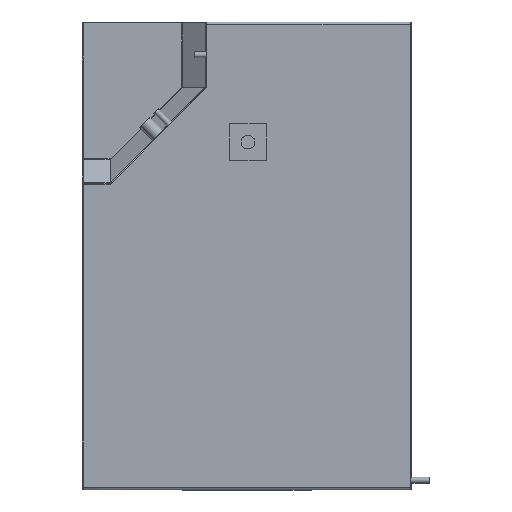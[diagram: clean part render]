
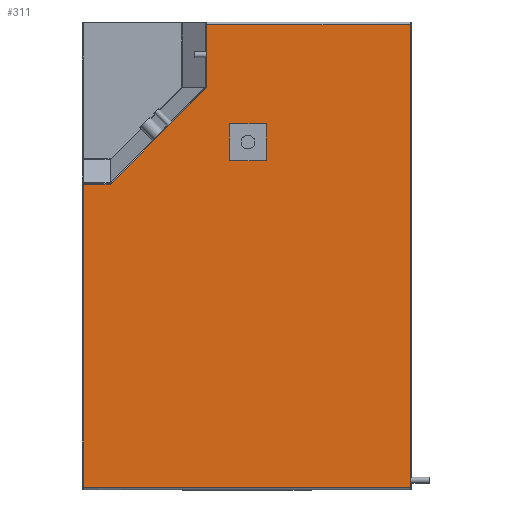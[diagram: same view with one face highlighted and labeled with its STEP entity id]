
A CAD part, top view. The second image highlights one B-rep face of the part: STEP entity #311.
In plain terms, the highlighted free-form (B-spline) face has degree [1, 1] with [2, 2] control points.
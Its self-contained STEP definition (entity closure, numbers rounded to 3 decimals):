
#92 = EDGE_CURVE('',#93,#93,#95,.T.);
#93 = VERTEX_POINT('',#94);
#94 = CARTESIAN_POINT('',(557.191,1529.482,
    2.452));
#95 = ( BOUNDED_CURVE() B_SPLINE_CURVE(2,(#96,#97,#98,#99,#100,#101,#102
),.UNSPECIFIED.,.T.,.F.) B_SPLINE_CURVE_WITH_KNOTS((1,2,2,2,2,1),(
    -2.094,0.,2.094,4.189,6.283,
8.378),.UNSPECIFIED.) CURVE() GEOMETRIC_REPRESENTATION_ITEM() 
RATIONAL_B_SPLINE_CURVE((1.,0.5,1.,0.5,1.,0.5,1.)) REPRESENTATION_ITEM(
  '') );
#96 = CARTESIAN_POINT('',(557.191,1529.482,
    2.452));
#97 = CARTESIAN_POINT('',(557.191,1568.765,
    2.452));
#98 = CARTESIAN_POINT('',(523.171,1549.124,
    2.452));
#99 = CARTESIAN_POINT('',(489.151,1529.482,
    2.452));
#100 = CARTESIAN_POINT('',(523.171,1509.841,
    2.452));
#101 = CARTESIAN_POINT('',(557.191,1490.2,
    2.452));
#102 = CARTESIAN_POINT('',(557.191,1529.482,
    2.452));
#130 = VERTEX_POINT('',#131);
#131 = CARTESIAN_POINT('',(397.383,1919.216,
    2.452));
#138 = VERTEX_POINT('',#139);
#139 = CARTESIAN_POINT('',(397.383,1709.969,
    2.452));
#144 = EDGE_CURVE('',#130,#138,#145,.T.);
#145 = B_SPLINE_CURVE_WITH_KNOTS('',1,(#146,#147),.UNSPECIFIED.,.F.,.F.,
  (2,2),(0.,170.683),.PIECEWISE_BEZIER_KNOTS.);
#146 = CARTESIAN_POINT('',(397.383,1919.216,
    2.452));
#147 = CARTESIAN_POINT('',(397.383,1709.969,
    2.452));
#159 = VERTEX_POINT('',#160);
#160 = CARTESIAN_POINT('',(77.534,1390.12,
    2.452));
#165 = EDGE_CURVE('',#138,#159,#166,.T.);
#166 = B_SPLINE_CURVE_WITH_KNOTS('',1,(#167,#168),.UNSPECIFIED.,.F.,.F.,
  (2,2),(0.,368.969),.PIECEWISE_BEZIER_KNOTS.);
#167 = CARTESIAN_POINT('',(397.383,1709.969,
    2.452));
#168 = CARTESIAN_POINT('',(77.534,1390.12,
    2.452));
#181 = VERTEX_POINT('',#182);
#182 = CARTESIAN_POINT('',(-11.753,1390.12,
    2.452));
#187 = EDGE_CURVE('',#159,#181,#188,.T.);
#188 = B_SPLINE_CURVE_WITH_KNOTS('',1,(#189,#190),.UNSPECIFIED.,.F.,.F.,
  (2,2),(0.,72.831),.PIECEWISE_BEZIER_KNOTS.);
#189 = CARTESIAN_POINT('',(77.534,1390.12,
    2.452));
#190 = CARTESIAN_POINT('',(-11.753,1390.12,
    2.452));
#202 = VERTEX_POINT('',#203);
#203 = CARTESIAN_POINT('',(-11.753,385.562,
    2.452));
#208 = EDGE_CURVE('',#181,#202,#209,.T.);
#209 = B_SPLINE_CURVE_WITH_KNOTS('',1,(#210,#211),.UNSPECIFIED.,.F.,.F.,
  (2,2),(0.,819.417),.PIECEWISE_BEZIER_KNOTS.);
#210 = CARTESIAN_POINT('',(-11.753,1390.12,
    2.452));
#211 = CARTESIAN_POINT('',(-11.753,385.562,
    2.452));
#256 = VERTEX_POINT('',#257);
#257 = CARTESIAN_POINT('',(1072.565,1919.216,
    2.452));
#262 = EDGE_CURVE('',#263,#256,#265,.T.);
#263 = VERTEX_POINT('',#264);
#264 = CARTESIAN_POINT('',(1072.565,385.562,
    2.452));
#265 = B_SPLINE_CURVE_WITH_KNOTS('',1,(#266,#267),.UNSPECIFIED.,.F.,.F.,
  (2,2),(0.,1251.),.PIECEWISE_BEZIER_KNOTS.);
#266 = CARTESIAN_POINT('',(1072.565,385.562,
    2.452));
#267 = CARTESIAN_POINT('',(1072.565,1919.216,
    2.452));
#311 = ADVANCED_FACE('',(#312,#329),#332,.T.);
#312 = FACE_BOUND('',#313,.T.);
#313 = EDGE_LOOP('',(#314,#319,#320,#321,#322,#323,#328));
#314 = ORIENTED_EDGE('',*,*,#315,.F.);
#315 = EDGE_CURVE('',#130,#256,#316,.T.);
#316 = B_SPLINE_CURVE_WITH_KNOTS('',1,(#317,#318),.UNSPECIFIED.,.F.,.F.,
  (2,2),(0.,550.745),.PIECEWISE_BEZIER_KNOTS.);
#317 = CARTESIAN_POINT('',(397.383,1919.216,
    2.452));
#318 = CARTESIAN_POINT('',(1072.565,1919.216,
    2.452));
#319 = ORIENTED_EDGE('',*,*,#144,.T.);
#320 = ORIENTED_EDGE('',*,*,#165,.T.);
#321 = ORIENTED_EDGE('',*,*,#187,.T.);
#322 = ORIENTED_EDGE('',*,*,#208,.T.);
#323 = ORIENTED_EDGE('',*,*,#324,.T.);
#324 = EDGE_CURVE('',#202,#263,#325,.T.);
#325 = B_SPLINE_CURVE_WITH_KNOTS('',1,(#326,#327),.UNSPECIFIED.,.F.,.F.,
  (2,2),(0.,884.477),.PIECEWISE_BEZIER_KNOTS.);
#326 = CARTESIAN_POINT('',(-11.753,385.562,
    2.452));
#327 = CARTESIAN_POINT('',(1072.565,385.562,
    2.452));
#328 = ORIENTED_EDGE('',*,*,#262,.T.);
#329 = FACE_BOUND('',#330,.T.);
#330 = EDGE_LOOP('',(#331));
#331 = ORIENTED_EDGE('',*,*,#92,.F.);
#332 = B_SPLINE_SURFACE_WITH_KNOTS('',1,1,(
    (#333,#334)
    ,(#335,#336
    )),.UNSPECIFIED.,.F.,.F.,.F.,(2,2),(2,2),(-9.587,874.89),(
    314.503,1565.503),.PIECEWISE_BEZIER_KNOTS.);
#333 = CARTESIAN_POINT('',(-11.753,385.562,
    2.452));
#334 = CARTESIAN_POINT('',(-11.753,1919.216,
    2.452));
#335 = CARTESIAN_POINT('',(1072.565,385.562,
    2.452));
#336 = CARTESIAN_POINT('',(1072.565,1919.216,
    2.452));
